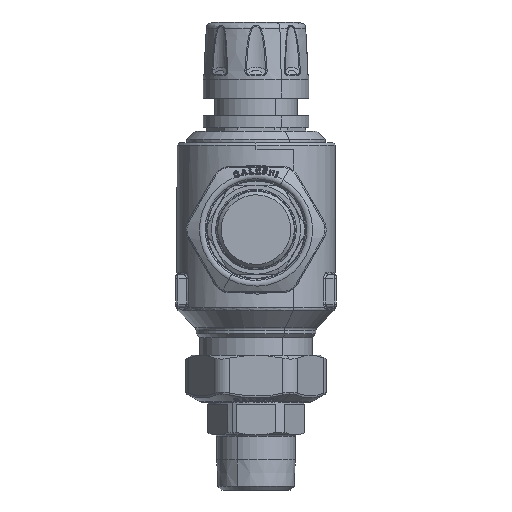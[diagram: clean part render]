
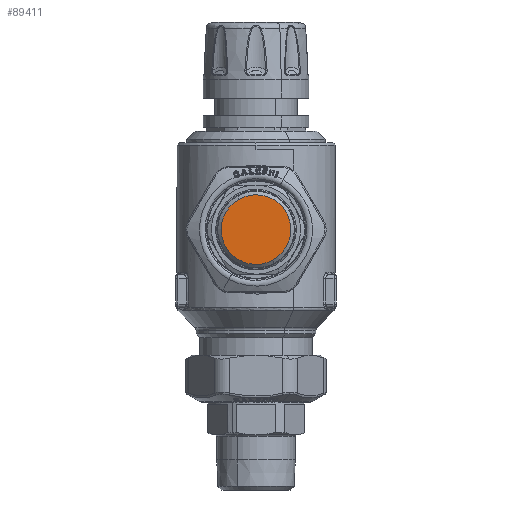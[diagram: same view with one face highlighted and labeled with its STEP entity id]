
A CAD part, front view. The second image highlights one B-rep face of the part: STEP entity #89411.
In plain terms, the highlighted planar face has unit normal (0, -1, 0).
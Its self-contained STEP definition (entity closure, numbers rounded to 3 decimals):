
#89388=CARTESIAN_POINT('Axis2P3D Location',(0.,-104.5,-14.846)) ;
#89393=CARTESIAN_POINT('Axis2P3D Location',(0.,-104.5,0.)) ;
#89397=CARTESIAN_POINT('Vertex',(-7.118,-104.5,13.029)) ;
#89399=CARTESIAN_POINT('Vertex',(7.118,-104.5,-13.029)) ;
#89402=CARTESIAN_POINT('Axis2P3D Location',(0.,-104.5,0.)) ;
#89389=DIRECTION('Axis2P3D Direction',(0.,-1.,0.)) ;
#89390=DIRECTION('Axis2P3D XDirection',(1.,0.,0.)) ;
#89394=DIRECTION('Axis2P3D Direction',(0.,-1.,0.)) ;
#89403=DIRECTION('Axis2P3D Direction',(0.,-1.,0.)) ;
#89391=AXIS2_PLACEMENT_3D('Plane Axis2P3D',#89388,#89389,#89390) ;
#89395=AXIS2_PLACEMENT_3D('Circle Axis2P3D',#89393,#89394,$) ;
#89404=AXIS2_PLACEMENT_3D('Circle Axis2P3D',#89402,#89403,$) ;
#89396=CIRCLE('generated circle',#89395,14.846) ;
#89405=CIRCLE('generated circle',#89404,14.846) ;
#89392=PLANE('',#89391) ;
#89401=EDGE_CURVE('',#89398,#89400,#89396,.T.) ;
#89406=EDGE_CURVE('',#89400,#89398,#89405,.T.) ;
#89408=ORIENTED_EDGE('',*,*,#89401,.T.) ;
#89409=ORIENTED_EDGE('',*,*,#89406,.T.) ;
#89407=EDGE_LOOP('',(#89408,#89409)) ;
#89398=VERTEX_POINT('',#89397) ;
#89400=VERTEX_POINT('',#89399) ;
#89411=ADVANCED_FACE('PartBody',(#89410),#89392,.T.) ;
#89410=FACE_OUTER_BOUND('',#89407,.T.) ;
